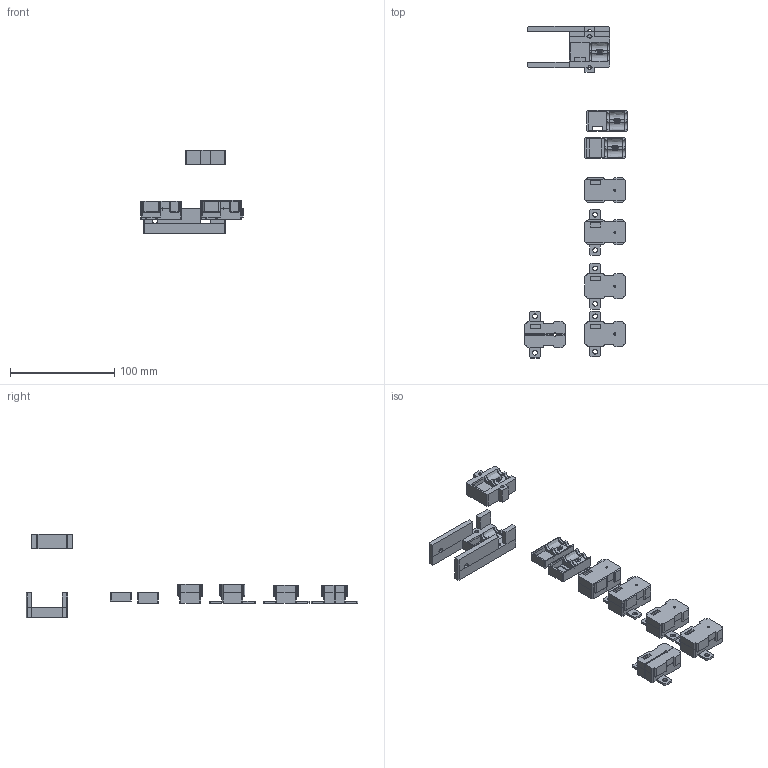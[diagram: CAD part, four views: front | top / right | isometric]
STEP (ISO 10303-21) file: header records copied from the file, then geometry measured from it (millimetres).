
FILE_DESCRIPTION(/* description */ (''),/* implementation_level */ '2;1');
FILE_NAME(/* name */ 'FTS',/* time_stamp */ '2015-04-23T09:09:02+02:00',/* author */ (''),/* organization */ (''),/* preprocessor_version */ 'ST-DEVELOPER v15',/* originating_system */ '',/* authorisation */ '');
FILE_SCHEMA (('AUTOMOTIVE_DESIGN'));
Length unit declared in the file: millimetre
Products named in the file (1): Document
Bounding box: 98.74 x 318.5 x 80.33 mm (x, y, z)
Volume: 83240.2 mm3; surface area: 62916 mm2
Topology: 14 solids, 14 shells, 1730 faces, 4374 edges, 2612 vertices
Faces by surface type: plane 1260, bspline 470
Entity records: 53277 total; most frequent: CARTESIAN_POINT 24791, ORIENTED_EDGE 8668, EDGE_CURVE 4334, B_SPLINE_CURVE_WITH_KNOTS 3560, VERTEX_POINT 2612, EDGE_LOOP 1780, ADVANCED_FACE 1730, FACE_OUTER_BOUND 1730
